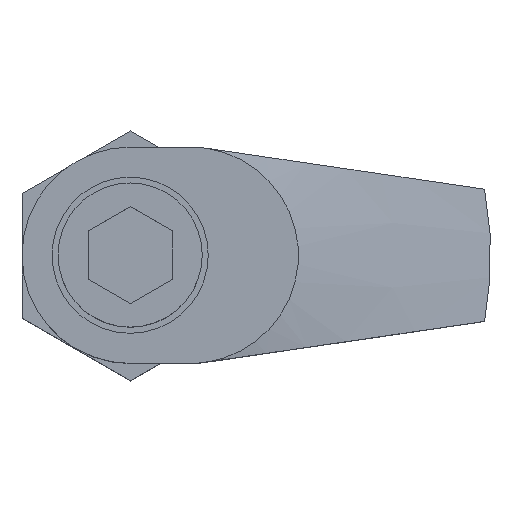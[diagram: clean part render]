
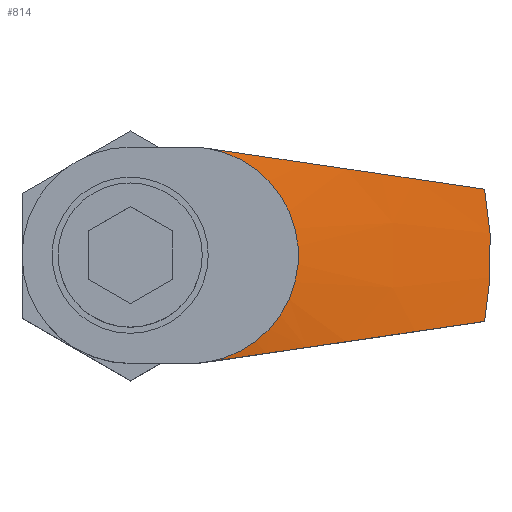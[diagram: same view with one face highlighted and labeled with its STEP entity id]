
A CAD part, top view. The second image highlights one B-rep face of the part: STEP entity #814.
In plain terms, the highlighted conical face has half-angle 79.38 degrees and reference radius 62.01 mm.
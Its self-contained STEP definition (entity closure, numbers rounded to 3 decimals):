
#10 = AXIS2_PLACEMENT_3D ( 'NONE', #1235, #1543, #1850 ) ;
#50 = CARTESIAN_POINT ( 'NONE',  ( 16.519, 17.236, 59.938 ) ) ;
#59 = CARTESIAN_POINT ( 'NONE',  ( 26.227, 15.81, 59.138 ) ) ;
#84 = CARTESIAN_POINT ( 'NONE',  ( 39.751, 13.824, 57.24 ) ) ;
#121 = CARTESIAN_POINT ( 'NONE',  ( 55.142, -11.564, 54.642 ) ) ;
#217 = CARTESIAN_POINT ( 'NONE',  ( 33.963, 14.674, 58.111 ) ) ;
#270 = CARTESIAN_POINT ( 'NONE',  ( 58.983, -11., 53.962 ) ) ;
#281 = CARTESIAN_POINT ( 'NONE',  ( 39.76, -13.823, 57.238 ) ) ;
#298 = CARTESIAN_POINT ( 'NONE',  ( 12.615, -17.809, 60. ) ) ;
#357 = CARTESIAN_POINT ( 'NONE',  ( 32.032, 14.958, 58.389 ) ) ;
#389 = CARTESIAN_POINT ( 'NONE',  ( 51.296, 12.129, 55.312 ) ) ;
#444 = VERTEX_POINT ( 'NONE', #1911 ) ;
#457 = DIRECTION ( 'NONE',  ( -1., 0., 0. ) ) ;
#538 = CARTESIAN_POINT ( 'NONE',  ( 55.14, 11.564, 54.642 ) ) ;
#553 = CARTESIAN_POINT ( 'NONE',  ( 43.601, 13.259, 56.61 ) ) ;
#560 = CARTESIAN_POINT ( 'NONE',  ( 14.569, 17.522, 60. ) ) ;
#566 = CARTESIAN_POINT ( 'NONE',  ( 32.05, -14.955, 58.386 ) ) ;
#573 = ORIENTED_EDGE ( 'NONE', *, *, #666, .F. ) ;
#595 = CARTESIAN_POINT ( 'NONE',  ( 58.983, -11., 53.962 ) ) ;
#609 = CARTESIAN_POINT ( 'NONE',  ( 14.579, -17.521, 60. ) ) ;
#618 = CARTESIAN_POINT ( 'NONE',  ( 59.667, 7.333, 53.987 ) ) ;
#638 = DIRECTION ( 'NONE',  ( 0., 0., -1. ) ) ;
#666 = EDGE_CURVE ( 'NONE', #444, #1389, #1173, .T. ) ;
#694 = CARTESIAN_POINT ( 'NONE',  ( 12.615, 17.809, 60. ) ) ;
#728 = CARTESIAN_POINT ( 'NONE',  ( 12.615, -17.809, 60. ) ) ;
#738 = AXIS2_PLACEMENT_3D ( 'NONE', #1086, #638, #457 ) ;
#806 = CARTESIAN_POINT ( 'NONE',  ( 58.983, 11., 53.962 ) ) ;
#807 = CIRCLE ( 'NONE', #738, 18. ) ;
#812 = FACE_OUTER_BOUND ( 'NONE', #1980, .T. ) ;
#814 = ADVANCED_FACE ( 'NONE', ( #812 ), #1710, .T. ) ;
#904 = CARTESIAN_POINT ( 'NONE',  ( 20.434, -16.661, 59.706 ) ) ;
#913 = CARTESIAN_POINT ( 'NONE',  ( 33.979, -14.672, 58.109 ) ) ;
#981 = B_SPLINE_CURVE_WITH_KNOTS ( 'NONE', 3,
 ( #694, #560, #50, #996, #1024, #59, #1638, #357, #217, #84, #553, #389, #538, #1171 ),
 .UNSPECIFIED., .F., .F.,
 ( 4, 2, 2, 2, 2, 2, 4 ),
 ( 0., 0.006, 0.012, 0.018, 0.024, 0.035, 0.047 ),
 .UNSPECIFIED. ) ;
#996 = CARTESIAN_POINT ( 'NONE',  ( 20.409, 16.665, 59.708 ) ) ;
#1024 = CARTESIAN_POINT ( 'NONE',  ( 22.35, 16.379, 59.541 ) ) ;
#1062 = CARTESIAN_POINT ( 'NONE',  ( 51.299, -12.128, 55.311 ) ) ;
#1086 = CARTESIAN_POINT ( 'NONE',  ( 10., 0., 60. ) ) ;
#1147 = B_SPLINE_CURVE_WITH_KNOTS ( 'NONE', 3,
 ( #595, #1663, #1811, #618, #1508 ),
 .UNSPECIFIED., .F., .F.,
 ( 4, 1, 4 ),
 ( 0., 0.011, 0.022 ),
 .UNSPECIFIED. ) ;
#1171 = CARTESIAN_POINT ( 'NONE',  ( 58.983, 11., 53.962 ) ) ;
#1173 = B_SPLINE_CURVE_WITH_KNOTS ( 'NONE', 3,
 ( #270, #121, #1062, #1345, #281, #913, #566, #1193, #1793, #1991, #904, #1695, #609, #728 ),
 .UNSPECIFIED., .F., .F.,
 ( 4, 2, 2, 2, 2, 2, 4 ),
 ( 0., 0.012, 0.024, 0.03, 0.035, 0.041, 0.047 ),
 .UNSPECIFIED. ) ;
#1193 = CARTESIAN_POINT ( 'NONE',  ( 28.187, -15.522, 58.899 ) ) ;
#1235 = CARTESIAN_POINT ( 'NONE',  ( 10., 0., 51.748 ) ) ;
#1345 = CARTESIAN_POINT ( 'NONE',  ( 43.608, -13.258, 56.609 ) ) ;
#1379 = EDGE_CURVE ( 'NONE', #1515, #1389, #807, .T. ) ;
#1384 = ORIENTED_EDGE ( 'NONE', *, *, #1986, .F. ) ;
#1389 = VERTEX_POINT ( 'NONE', #298 ) ;
#1489 = ORIENTED_EDGE ( 'NONE', *, *, #1670, .T. ) ;
#1508 = CARTESIAN_POINT ( 'NONE',  ( 58.983, 11., 53.962 ) ) ;
#1515 = VERTEX_POINT ( 'NONE', #1887 ) ;
#1543 = DIRECTION ( 'NONE',  ( 0., 0., -1. ) ) ;
#1638 = CARTESIAN_POINT ( 'NONE',  ( 28.163, 15.526, 58.902 ) ) ;
#1663 = CARTESIAN_POINT ( 'NONE',  ( 59.667, -7.333, 53.987 ) ) ;
#1670 = EDGE_CURVE ( 'NONE', #444, #1861, #1147, .T. ) ;
#1695 = CARTESIAN_POINT ( 'NONE',  ( 16.535, -17.233, 59.937 ) ) ;
#1710 = CONICAL_SURFACE ( 'NONE', #10, 62.01, 1.385 ) ;
#1793 = CARTESIAN_POINT ( 'NONE',  ( 26.253, -15.806, 59.135 ) ) ;
#1811 = CARTESIAN_POINT ( 'NONE',  ( 60.333, 0., 54.013 ) ) ;
#1850 = DIRECTION ( 'NONE',  ( -1., 0., 0. ) ) ;
#1861 = VERTEX_POINT ( 'NONE', #806 ) ;
#1887 = CARTESIAN_POINT ( 'NONE',  ( 12.615, 17.809, 60. ) ) ;
#1908 = ORIENTED_EDGE ( 'NONE', *, *, #1379, .T. ) ;
#1911 = CARTESIAN_POINT ( 'NONE',  ( 58.983, -11., 53.962 ) ) ;
#1980 = EDGE_LOOP ( 'NONE', ( #1908, #573, #1489, #1384 ) ) ;
#1986 = EDGE_CURVE ( 'NONE', #1515, #1861, #981, .T. ) ;
#1991 = CARTESIAN_POINT ( 'NONE',  ( 22.377, -16.376, 59.539 ) ) ;
